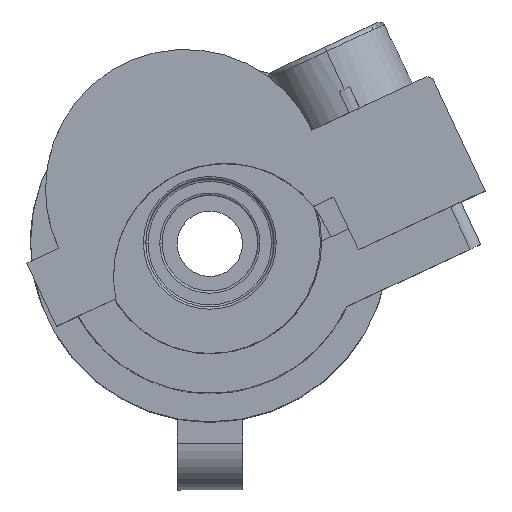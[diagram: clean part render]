
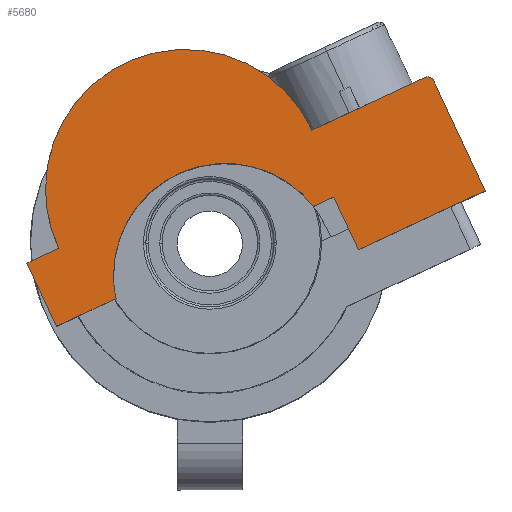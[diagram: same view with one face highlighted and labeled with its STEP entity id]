
A CAD part, top view. The second image highlights one B-rep face of the part: STEP entity #5680.
In plain terms, the highlighted face is planar.
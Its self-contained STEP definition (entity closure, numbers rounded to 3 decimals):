
#1160=CARTESIAN_POINT('',(41.278,92.907,-9.513))
;
#1170=VERTEX_POINT('',#1160);
#1200=CARTESIAN_POINT('',(41.278,92.907,-9.513))
;
#1210=DIRECTION('',(0.707,0.,
0.707));
#1220=VECTOR('',#1210,1.);
#1230=LINE('',#1200,#1220);
#1240=CARTESIAN_POINT('',(41.952,92.907,-8.838))
;
#1250=VERTEX_POINT('',#1240);
#1260=EDGE_CURVE('',#1170,#1250,#1230,.T.);
#3130=CARTESIAN_POINT('',(31.605,92.907,-14.943))
;
#3140=VERTEX_POINT('',#3130);
#3170=CARTESIAN_POINT('',(30.898,92.907,-15.65))
;
#3180=DIRECTION('',(0.707,0.,
0.707));
#3190=VECTOR('',#3180,1.);
#3200=LINE('',#3170,#3190);
#3210=CARTESIAN_POINT('',(30.544,92.907,-16.003))
;
#3220=VERTEX_POINT('',#3210);
#3230=EDGE_CURVE('',#3220,#3140,#3200,.T.);
#3860=CARTESIAN_POINT('',(34.216,92.907,-15.22));
#3870=VERTEX_POINT('',#3860);
#3900=CARTESIAN_POINT('',(38.727,92.907,-13.579))
;
#3910=DIRECTION('',(0.,-1.,0.));
#3920=DIRECTION('',(-0.94,0.,
-0.342));
#3930=AXIS2_PLACEMENT_3D('',#3900,#3910,#3920);
#3940=CIRCLE('',#3930,4.8);
#3950=EDGE_CURVE('',#1170,#3870,#3940,.T.);
#4710=CARTESIAN_POINT('',(34.228,92.907,-7.795))
;
#4720=DIRECTION('',(0.,-1.,0.));
#4730=DIRECTION('',(-0.94,0.,
-0.342));
#4740=AXIS2_PLACEMENT_3D('',#4710,#4720,#4730);
#4750=PLANE('',#4740);
#4760=ORIENTED_EDGE('',*,*,#1260,.T.);
#4770=ORIENTED_EDGE('',*,*,#3950,.F.);
#4780=CARTESIAN_POINT('',(34.661,92.907,-16.13))
;
#4790=VERTEX_POINT('',#4780);
#4800=EDGE_CURVE('',#3870,#4790,#3940,.T.);
#4810=ORIENTED_EDGE('',*,*,#4800,.F.);
#4820=CARTESIAN_POINT('',(33.42,92.907,-17.37))
;
#4830=DIRECTION('',(0.707,0.,
0.707));
#4840=VECTOR('',#4830,1.);
#4850=LINE('',#4820,#4840);
#4860=CARTESIAN_POINT('',(34.059,92.907,-16.731))
;
#4870=VERTEX_POINT('',#4860);
#4880=EDGE_CURVE('',#4870,#4790,#4850,.T.);
#4890=ORIENTED_EDGE('',*,*,#4880,.T.);
#4900=CARTESIAN_POINT('',(39.206,92.907,-14.059))
;
#4910=DIRECTION('',(0.,-1.,0.));
#4920=DIRECTION('',(0.,0.,-1.));
#4930=AXIS2_PLACEMENT_3D('',#4900,#4910,#4920);
#4940=CIRCLE('',#4930,5.8);
#4950=CARTESIAN_POINT('',(34.059,92.907,-16.731))
;
#4960=VERTEX_POINT('',#4950);
#4970=EDGE_CURVE('',#4870,#4960,#4940,.T.);
#4980=ORIENTED_EDGE('',*,*,#4970,.F.);
#4990=CARTESIAN_POINT('',(40.845,92.907,-9.945))
;
#5000=DIRECTION('',(-0.707,0.,-0.707));
#5010=VECTOR('',#5000,1.);
#5020=LINE('',#4990,#5010);
#5030=CARTESIAN_POINT('',(32.666,92.907,-18.125))
;
#5040=VERTEX_POINT('',#5030);
#5050=EDGE_CURVE('',#4960,#5040,#5020,.T.);
#5060=ORIENTED_EDGE('',*,*,#5050,.F.);
#5070=CARTESIAN_POINT('',(30.544,92.907,-16.003))
;
#5080=DIRECTION('',(0.707,0.,
-0.707));
#5090=VECTOR('',#5080,1.);
#5100=LINE('',#5070,#5090);
#5110=EDGE_CURVE('',#3220,#5040,#5100,.T.);
#5120=ORIENTED_EDGE('',*,*,#5110,.T.);
#5130=ORIENTED_EDGE('',*,*,#3230,.F.);
#5140=CARTESIAN_POINT('',(35.848,92.907,-10.7));
#5150=DIRECTION('',(0.,1.,0.));
#5160=DIRECTION('',(0.94,0.,
0.342));
#5170=AXIS2_PLACEMENT_3D('',#5140,#5150,#5160);
#5180=CIRCLE('',#5170,6.);
#5190=CARTESIAN_POINT('',(30.21,92.907,-12.752));
#5200=VERTEX_POINT('',#5190);
#5210=EDGE_CURVE('',#3140,#5200,#5180,.T.);
#5220=ORIENTED_EDGE('',*,*,#5210,.F.);
#5230=CARTESIAN_POINT('',(40.09,92.907,-6.457))
;
#5240=VERTEX_POINT('',#5230);
#5250=EDGE_CURVE('',#5200,#5240,#5180,.T.);
#5260=ORIENTED_EDGE('',*,*,#5250,.F.);
#5270=CARTESIAN_POINT('',(42.382,92.907,-4.166))
;
#5280=DIRECTION('',(0.707,0.,0.707));
#5290=VECTOR('',#5280,1.);
#5300=LINE('',#5270,#5290);
#5310=CARTESIAN_POINT('',(43.861,92.907,-2.686))
;
#5320=VERTEX_POINT('',#5310);
#5330=EDGE_CURVE('',#5240,#5320,#5300,.T.);
#5340=ORIENTED_EDGE('',*,*,#5330,.F.);
#5350=CARTESIAN_POINT('',(44.073,92.907,-2.899))
;
#5360=DIRECTION('',(0.,1.,0.));
#5370=DIRECTION('',(-1.,0.,0.));
#5380=AXIS2_PLACEMENT_3D('',#5350,#5360,#5370);
#5390=CIRCLE('',#5380,0.3);
#5400=CARTESIAN_POINT('',(44.286,92.907,-2.686))
;
#5410=VERTEX_POINT('',#5400);
#5420=EDGE_CURVE('',#5320,#5410,#5390,.T.);
#5430=ORIENTED_EDGE('',*,*,#5420,.F.);
#5440=CARTESIAN_POINT('',(43.556,92.907,-1.957))
;
#5450=DIRECTION('',(0.707,0.,-0.707));
#5460=VECTOR('',#5450,1.);
#5470=LINE('',#5440,#5460);
#5480=CARTESIAN_POINT('',(47.963,92.907,-6.363))
;
#5490=VERTEX_POINT('',#5480);
#5500=EDGE_CURVE('',#5410,#5490,#5470,.T.);
#5510=ORIENTED_EDGE('',*,*,#5500,.F.);
#5520=CARTESIAN_POINT('',(44.381,92.907,-9.945))
;
#5530=DIRECTION('',(-0.707,0.,
-0.707));
#5540=VECTOR('',#5530,1.);
#5550=LINE('',#5520,#5540);
#5560=CARTESIAN_POINT('',(43.72,92.907,-10.606))
;
#5570=VERTEX_POINT('',#5560);
#5580=EDGE_CURVE('',#5490,#5570,#5550,.T.);
#5590=ORIENTED_EDGE('',*,*,#5580,.F.);
#5600=CARTESIAN_POINT('',(42.382,92.907,-9.268))
;
#5610=DIRECTION('',(0.707,0.,
-0.707));
#5620=VECTOR('',#5610,1.);
#5630=LINE('',#5600,#5620);
#5640=EDGE_CURVE('',#1250,#5570,#5630,.T.);
#5650=ORIENTED_EDGE('',*,*,#5640,.T.);
#5660=EDGE_LOOP('',(#5650,#5590,#5510,#5430,#5340,#5260,#5220,#5130,
#5120,#5060,#4980,#4890,#4810,#4770,#4760));
#5670=FACE_OUTER_BOUND('',#5660,.T.);
#5680=ADVANCED_FACE('',(#5670),#4750,.T.);
